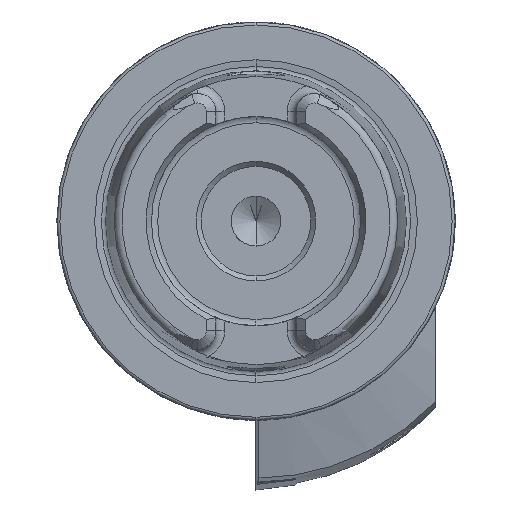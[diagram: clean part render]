
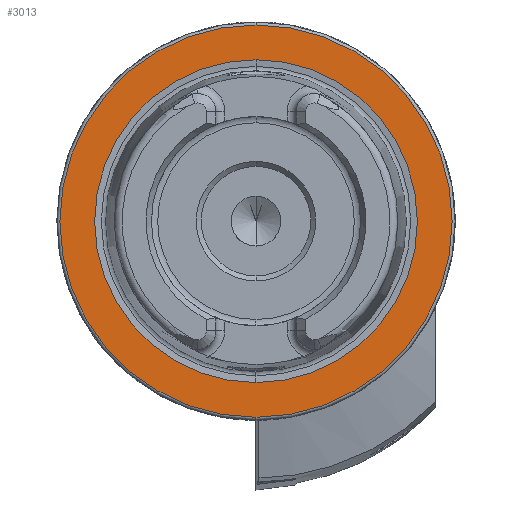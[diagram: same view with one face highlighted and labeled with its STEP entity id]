
A CAD part, left-side view. The second image highlights one B-rep face of the part: STEP entity #3013.
In plain terms, the highlighted planar face has unit normal (-1, 0, 0).
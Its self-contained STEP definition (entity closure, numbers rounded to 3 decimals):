
#536 = ORIENTED_EDGE ( 'NONE', *, *, #1893, .F. ) ;
#537 = ORIENTED_EDGE ( 'NONE', *, *, #2909, .F. ) ;
#538 = ORIENTED_EDGE ( 'NONE', *, *, #2977, .T. ) ;
#539 = ORIENTED_EDGE ( 'NONE', *, *, #1892, .T. ) ;
#1127 = EDGE_LOOP ( 'NONE', ( #538, #539 ) ) ;
#1133 = EDGE_LOOP ( 'NONE', ( #536, #537 ) ) ;
#1892 = EDGE_CURVE ( 'NONE', #3310, #3309, #11548, .T. ) ;
#1893 = EDGE_CURVE ( 'NONE', #3307, #3302, #11578, .T. ) ;
#2909 = EDGE_CURVE ( 'NONE', #3302, #3307, #7060, .T. ) ;
#2977 = EDGE_CURVE ( 'NONE', #3309, #3310, #7161, .T. ) ;
#3013 = ADVANCED_FACE ( 'NONE', ( #8375, #8378 ), #8379, .F. ) ;
#3302 = VERTEX_POINT ( 'NONE', #9809 ) ;
#3307 = VERTEX_POINT ( 'NONE', #9814 ) ;
#3309 = VERTEX_POINT ( 'NONE', #9816 ) ;
#3310 = VERTEX_POINT ( 'NONE', #9817 ) ;
#4277 = CARTESIAN_POINT ( 'NONE',  ( 0., 0., 0. ) ) ;
#4278 = DIRECTION ( 'NONE',  ( -1., 0., 0. ) ) ;
#4279 = DIRECTION ( 'NONE',  ( 0., 0., 1. ) ) ;
#4280 = CARTESIAN_POINT ( 'NONE',  ( 0., 0., 0. ) ) ;
#4281 = DIRECTION ( 'NONE',  ( -1., 0., 0. ) ) ;
#4282 = DIRECTION ( 'NONE',  ( 0., 0., 1. ) ) ;
#7060 = CIRCLE ( 'NONE', #7063, 16.207 ) ;
#7063 = AXIS2_PLACEMENT_3D ( 'NONE', #7876, #7877, #7878 ) ;
#7161 = CIRCLE ( 'NONE', #7164, 19.7 ) ;
#7164 = AXIS2_PLACEMENT_3D ( 'NONE', #8246, #8247, #8248 ) ;
#7212 = AXIS2_PLACEMENT_3D ( 'NONE', #8374, #8381, #8382 ) ;
#7876 = CARTESIAN_POINT ( 'NONE',  ( 0., 0., 0. ) ) ;
#7877 = DIRECTION ( 'NONE',  ( -1., 0., 0. ) ) ;
#7878 = DIRECTION ( 'NONE',  ( 0., 0., 1. ) ) ;
#8246 = CARTESIAN_POINT ( 'NONE',  ( 0., 0., 0. ) ) ;
#8247 = DIRECTION ( 'NONE',  ( -1., 0., 0. ) ) ;
#8248 = DIRECTION ( 'NONE',  ( 0., 0., 1. ) ) ;
#8374 = CARTESIAN_POINT ( 'NONE',  ( 0., 19.7, 0. ) ) ;
#8375 = FACE_BOUND ( 'NONE', #1133, .T. ) ;
#8378 = FACE_OUTER_BOUND ( 'NONE', #1127, .T. ) ;
#8379 = PLANE ( 'NONE',  #7212 ) ;
#8381 = DIRECTION ( 'NONE',  ( 1., 0., 0. ) ) ;
#8382 = DIRECTION ( 'NONE',  ( 0., 0., -1. ) ) ;
#9809 = CARTESIAN_POINT ( 'NONE',  ( 0., 0., -16.207 ) ) ;
#9814 = CARTESIAN_POINT ( 'NONE',  ( 0., 0., 16.207 ) ) ;
#9816 = CARTESIAN_POINT ( 'NONE',  ( 0., 0., 19.7 ) ) ;
#9817 = CARTESIAN_POINT ( 'NONE',  ( 0., 0., -19.7 ) ) ;
#11548 = CIRCLE ( 'NONE', #11647, 19.7 ) ;
#11578 = CIRCLE ( 'NONE', #11642, 16.207 ) ;
#11642 = AXIS2_PLACEMENT_3D ( 'NONE', #4280, #4281, #4282 ) ;
#11647 = AXIS2_PLACEMENT_3D ( 'NONE', #4277, #4278, #4279 ) ;
